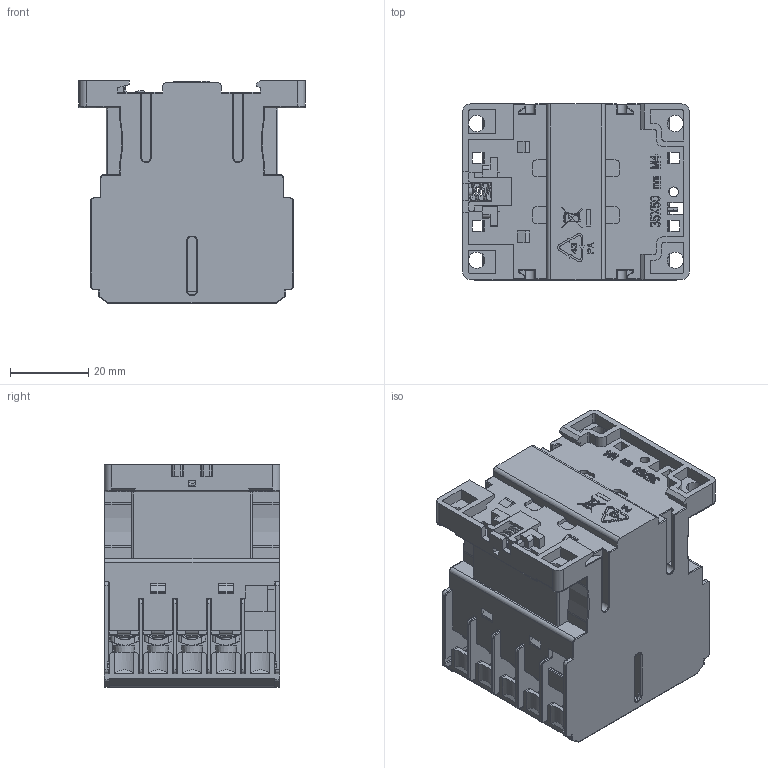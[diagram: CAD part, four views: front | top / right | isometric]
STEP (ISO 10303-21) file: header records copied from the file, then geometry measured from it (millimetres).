
FILE_DESCRIPTION((''),'2;1');
FILE_NAME('2ZTJ-401-030_SW0001','2024-03-11T16:15:19',('lili2'),(''),'CREO PARAMETRIC BY PTC INC, 2020044','CREO PARAMETRIC BY PTC INC, 2020044','');
FILE_SCHEMA(('CONFIG_CONTROL_DESIGN','SHAPE_APPEARANCE_LAYERS_GROUPS'));
Products named in the file (1): 2ZTJ-401-030_SW0001
Bounding box: 58 x 45 x 57 mm (x, y, z)
Volume: 91442.5 mm3; surface area: 45191.8 mm2
Topology: 1 solids, 1 shells, 4294 faces, 12306 edges, 7803 vertices
Faces by surface type: plane 2855, cylinder 1074, torus 188, sphere 64, cone 64, bspline 41, extrusion 8
Entity records: 188407 total; most frequent: CARTESIAN_POINT 43763, ORIENTED_EDGE 24564, DIRECTION 21914, EDGE_CURVE 12282, VECTOR 9464, LINE 9456, VERTEX_POINT 7803, AXIS2_PLACEMENT_3D 6225
